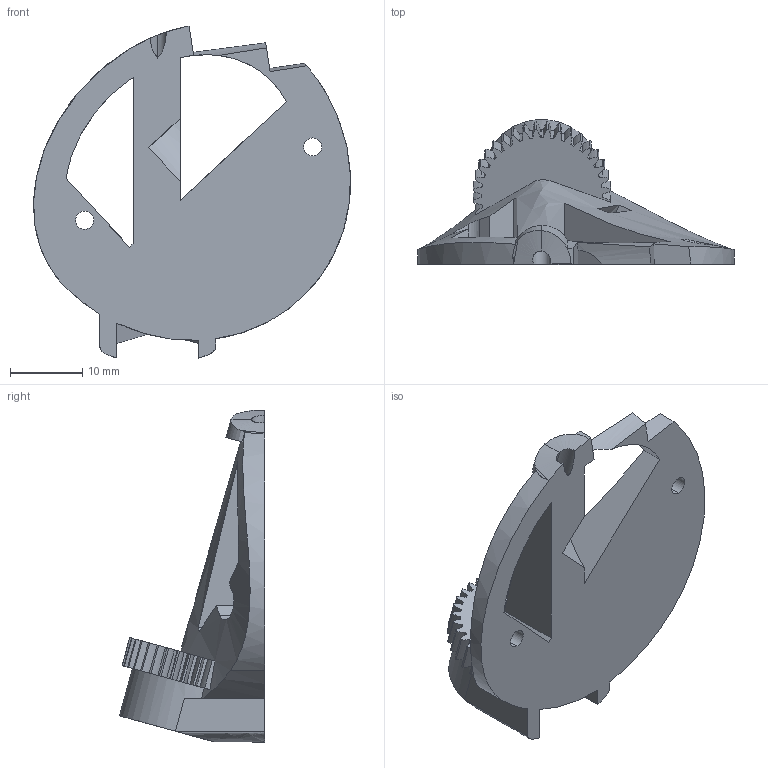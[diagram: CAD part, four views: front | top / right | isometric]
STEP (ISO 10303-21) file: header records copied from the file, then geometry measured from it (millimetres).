
FILE_DESCRIPTION (( 'STEP AP203' ), '1' );
FILE_NAME ('MC - P Geared Rotator L.STEP', '2017-08-02T03:00:19', ( '' ), ( '' ), 'SwSTEP 2.0', 'SolidWorks 2016', '' );
FILE_SCHEMA (( 'CONFIG_CONTROL_DESIGN' ));
Length unit declared in the file: millimetre
Products named in the file (1): MC - P Geared Rotator L
Bounding box: 43.79 x 20.05 x 45.89 mm (x, y, z)
Volume: 7068.5 mm3; surface area: 5137.3 mm2
Topology: 1 solids, 1 shells, 162 faces, 483 edges, 322 vertices
Faces by surface type: cylinder 108, plane 33, bspline 21
Entity records: 6662 total; most frequent: CARTESIAN_POINT 2275, ORIENTED_EDGE 966, DIRECTION 873, EDGE_CURVE 483, AXIS2_PLACEMENT_3D 346, VERTEX_POINT 322, CIRCLE 204, VECTOR 181
